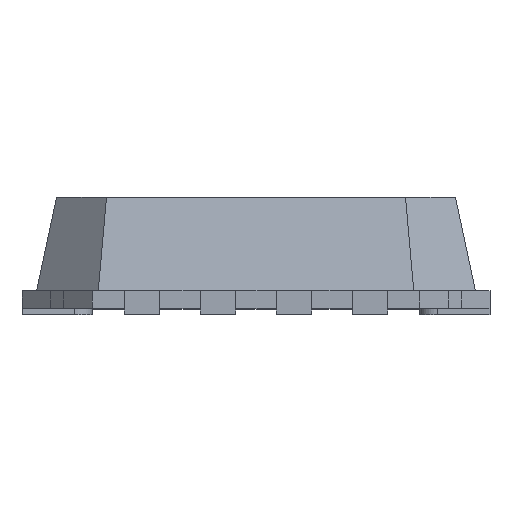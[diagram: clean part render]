
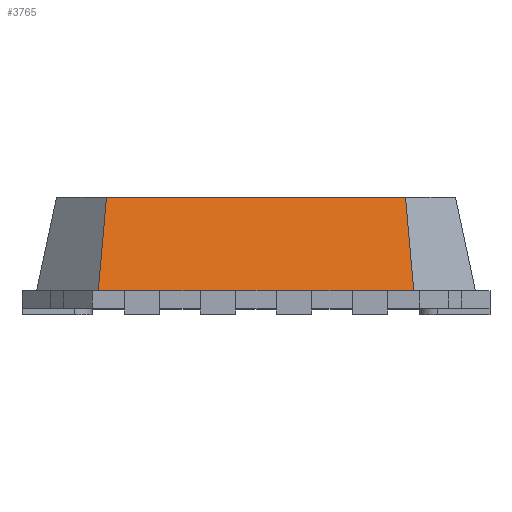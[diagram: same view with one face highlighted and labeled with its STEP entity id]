
A CAD part, top view. The second image highlights one B-rep face of the part: STEP entity #3765.
In plain terms, the highlighted planar face has unit normal (0, 0.208, 0.978).
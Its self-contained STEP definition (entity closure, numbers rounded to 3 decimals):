
#230 = VERTEX_POINT ( 'NONE', #3473 ) ;
#337 = VERTEX_POINT ( 'NONE', #6923 ) ;
#475 = VECTOR ( 'NONE', #2195, 1000. ) ;
#583 = LINE ( 'NONE', #1613, #2031 ) ;
#587 = VERTEX_POINT ( 'NONE', #825 ) ;
#622 = LINE ( 'NONE', #3831, #716 ) ;
#716 = VECTOR ( 'NONE', #7538, 1000. ) ;
#761 = EDGE_CURVE ( 'NONE', #7191, #2886, #7830, .T. ) ;
#825 = CARTESIAN_POINT ( 'NONE',  ( -0.175, 0.2, 1.875 ) ) ;
#912 = CARTESIAN_POINT ( 'NONE',  ( -1.348, 0.2, 1.875 ) ) ;
#942 = CARTESIAN_POINT ( 'NONE',  ( 1.348, 0.2, 1.875 ) ) ;
#1040 = PLANE ( 'NONE',  #3992 ) ;
#1094 = ORIENTED_EDGE ( 'NONE', *, *, #761, .T. ) ;
#1101 = DIRECTION ( 'NONE',  ( 0.086, -0.975, 0.207 ) ) ;
#1106 = DIRECTION ( 'NONE',  ( 1., 0., 0. ) ) ;
#1494 = ORIENTED_EDGE ( 'NONE', *, *, #4334, .T. ) ;
#1613 = CARTESIAN_POINT ( 'NONE',  ( -1.348, 0.2, 1.875 ) ) ;
#1639 = CARTESIAN_POINT ( 'NONE',  ( -1.348, 0.2, 1.875 ) ) ;
#1671 = LINE ( 'NONE', #3635, #4038 ) ;
#1689 = CARTESIAN_POINT ( 'NONE',  ( -1.348, 0.2, 1.875 ) ) ;
#1740 = CARTESIAN_POINT ( 'NONE',  ( -1.348, 0.2, 1.875 ) ) ;
#2031 = VECTOR ( 'NONE', #5394, 1000. ) ;
#2090 = VERTEX_POINT ( 'NONE', #6486 ) ;
#2195 = DIRECTION ( 'NONE',  ( 1., 0., 0. ) ) ;
#2206 = EDGE_CURVE ( 'NONE', #4984, #587, #4250, .T. ) ;
#2238 = CARTESIAN_POINT ( 'NONE',  ( -1.348, 0.2, 1.875 ) ) ;
#2273 = EDGE_CURVE ( 'NONE', #3844, #4984, #622, .T. ) ;
#2400 = DIRECTION ( 'NONE',  ( 1., 0., 0. ) ) ;
#2585 = ORIENTED_EDGE ( 'NONE', *, *, #6131, .T. ) ;
#2616 = CARTESIAN_POINT ( 'NONE',  ( -1.348, 0.2, 1.875 ) ) ;
#2749 = DIRECTION ( 'NONE',  ( 0., -0.978, 0.208 ) ) ;
#2792 = CARTESIAN_POINT ( 'NONE',  ( 0.825, 0.2, 1.875 ) ) ;
#2886 = VERTEX_POINT ( 'NONE', #2616 ) ;
#3026 = ORIENTED_EDGE ( 'NONE', *, *, #5080, .T. ) ;
#3029 = CARTESIAN_POINT ( 'NONE',  ( -0.825, 0.2, 1.875 ) ) ;
#3057 = ORIENTED_EDGE ( 'NONE', *, *, #6858, .F. ) ;
#3135 = ORIENTED_EDGE ( 'NONE', *, *, #4943, .T. ) ;
#3275 = ORIENTED_EDGE ( 'NONE', *, *, #2206, .T. ) ;
#3372 = CARTESIAN_POINT ( 'NONE',  ( -1.125, 0.2, 1.875 ) ) ;
#3448 = LINE ( 'NONE', #2238, #475 ) ;
#3473 = CARTESIAN_POINT ( 'NONE',  ( 0.175, 0.2, 1.875 ) ) ;
#3526 = DIRECTION ( 'NONE',  ( 0., 0.208, 0.978 ) ) ;
#3623 = VECTOR ( 'NONE', #6501, 1000. ) ;
#3635 = CARTESIAN_POINT ( 'NONE',  ( -1.348, 0.2, 1.875 ) ) ;
#3765 = ADVANCED_FACE ( 'NONE', ( #6602 ), #1040, .T. ) ;
#3831 = CARTESIAN_POINT ( 'NONE',  ( -1.348, 0.2, 1.875 ) ) ;
#3844 = VERTEX_POINT ( 'NONE', #3029 ) ;
#3992 = AXIS2_PLACEMENT_3D ( 'NONE', #912, #3526, #2749 ) ;
#4038 = VECTOR ( 'NONE', #7250, 1000. ) ;
#4063 = ORIENTED_EDGE ( 'NONE', *, *, #6662, .T. ) ;
#4070 = CARTESIAN_POINT ( 'NONE',  ( -1.348, 0.2, 1.875 ) ) ;
#4137 = DIRECTION ( 'NONE',  ( 1., 0., 0. ) ) ;
#4174 = VERTEX_POINT ( 'NONE', #4683 ) ;
#4200 = DIRECTION ( 'NONE',  ( 1., 0., 0. ) ) ;
#4232 = VECTOR ( 'NONE', #4137, 1000. ) ;
#4250 = LINE ( 'NONE', #1639, #4232 ) ;
#4272 = LINE ( 'NONE', #4986, #7233 ) ;
#4334 = EDGE_CURVE ( 'NONE', #4988, #3844, #4758, .T. ) ;
#4664 = VECTOR ( 'NONE', #7171, 1000. ) ;
#4683 = CARTESIAN_POINT ( 'NONE',  ( 1.278, 1., 1.705 ) ) ;
#4706 = CARTESIAN_POINT ( 'NONE',  ( -0.475, 0.2, 1.875 ) ) ;
#4744 = EDGE_CURVE ( 'NONE', #4174, #5468, #6095, .T. ) ;
#4758 = LINE ( 'NONE', #6781, #7452 ) ;
#4850 = ORIENTED_EDGE ( 'NONE', *, *, #5687, .T. ) ;
#4874 = CARTESIAN_POINT ( 'NONE',  ( -1.348, 0.2, 1.875 ) ) ;
#4893 = DIRECTION ( 'NONE',  ( -0.086, -0.975, 0.207 ) ) ;
#4943 = EDGE_CURVE ( 'NONE', #337, #7675, #3448, .T. ) ;
#4977 = ORIENTED_EDGE ( 'NONE', *, *, #2273, .T. ) ;
#4984 = VERTEX_POINT ( 'NONE', #4706 ) ;
#4986 = CARTESIAN_POINT ( 'NONE',  ( -1.348, 1., 1.705 ) ) ;
#4988 = VERTEX_POINT ( 'NONE', #3372 ) ;
#5080 = EDGE_CURVE ( 'NONE', #587, #230, #583, .T. ) ;
#5394 = DIRECTION ( 'NONE',  ( 1., 0., 0. ) ) ;
#5468 = VERTEX_POINT ( 'NONE', #942 ) ;
#5687 = EDGE_CURVE ( 'NONE', #230, #337, #7811, .T. ) ;
#5957 = CARTESIAN_POINT ( 'NONE',  ( -1.278, 1., 1.705 ) ) ;
#6095 = LINE ( 'NONE', #7815, #7208 ) ;
#6101 = LINE ( 'NONE', #4874, #7607 ) ;
#6131 = EDGE_CURVE ( 'NONE', #2886, #4988, #6101, .T. ) ;
#6486 = CARTESIAN_POINT ( 'NONE',  ( 1.125, 0.2, 1.875 ) ) ;
#6501 = DIRECTION ( 'NONE',  ( 1., 0., 0. ) ) ;
#6602 = FACE_OUTER_BOUND ( 'NONE', #6927, .T. ) ;
#6662 = EDGE_CURVE ( 'NONE', #2090, #5468, #7922, .T. ) ;
#6781 = CARTESIAN_POINT ( 'NONE',  ( -1.348, 0.2, 1.875 ) ) ;
#6858 = EDGE_CURVE ( 'NONE', #7191, #4174, #4272, .T. ) ;
#6923 = CARTESIAN_POINT ( 'NONE',  ( 0.475, 0.2, 1.875 ) ) ;
#6927 = EDGE_LOOP ( 'NONE', ( #3057, #1094, #2585, #1494, #4977, #3275, #3026, #4850, #3135, #7725, #4063, #7829 ) ) ;
#7171 = DIRECTION ( 'NONE',  ( 1., 0., 0. ) ) ;
#7191 = VERTEX_POINT ( 'NONE', #5957 ) ;
#7208 = VECTOR ( 'NONE', #1101, 1000. ) ;
#7233 = VECTOR ( 'NONE', #2400, 1000. ) ;
#7250 = DIRECTION ( 'NONE',  ( 1., 0., 0. ) ) ;
#7452 = VECTOR ( 'NONE', #4200, 1000. ) ;
#7538 = DIRECTION ( 'NONE',  ( 1., 0., 0. ) ) ;
#7607 = VECTOR ( 'NONE', #1106, 1000. ) ;
#7660 = VECTOR ( 'NONE', #4893, 1000. ) ;
#7675 = VERTEX_POINT ( 'NONE', #2792 ) ;
#7725 = ORIENTED_EDGE ( 'NONE', *, *, #7870, .T. ) ;
#7811 = LINE ( 'NONE', #4070, #3623 ) ;
#7815 = CARTESIAN_POINT ( 'NONE',  ( 1.348, 0.2, 1.875 ) ) ;
#7829 = ORIENTED_EDGE ( 'NONE', *, *, #4744, .F. ) ;
#7830 = LINE ( 'NONE', #1689, #7660 ) ;
#7870 = EDGE_CURVE ( 'NONE', #7675, #2090, #1671, .T. ) ;
#7922 = LINE ( 'NONE', #1740, #4664 ) ;
